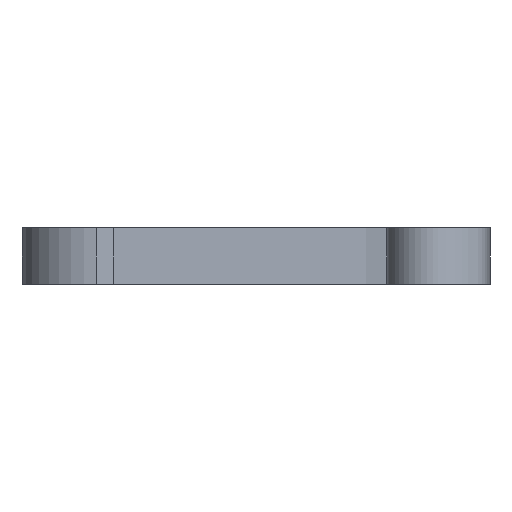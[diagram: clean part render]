
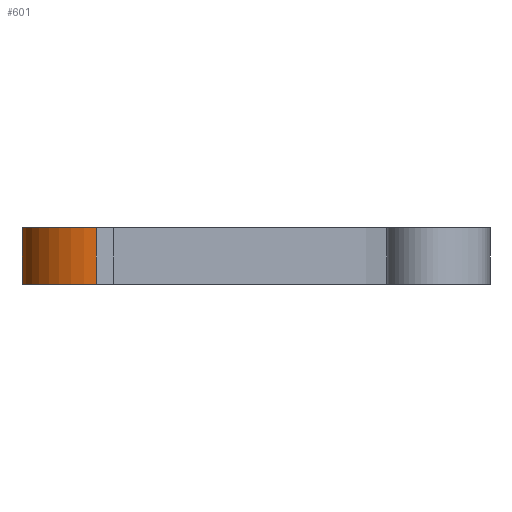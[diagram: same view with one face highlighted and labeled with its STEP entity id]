
A CAD part, left-side view. The second image highlights one B-rep face of the part: STEP entity #601.
In plain terms, the highlighted cylindrical face has radius 7.949 mm (diameter 15.899 mm), a partial arc.
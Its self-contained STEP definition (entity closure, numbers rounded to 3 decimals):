
#14=CYLINDRICAL_SURFACE('',#636,7.949);
#16=CIRCLE('',#630,7.949);
#18=CIRCLE('',#637,7.949);
#75=FACE_OUTER_BOUND('',#108,.T.);
#108=EDGE_LOOP('',(#503,#504,#505,#506));
#154=LINE('',#2284,#201);
#155=LINE('',#2288,#202);
#201=VECTOR('',#721,10.);
#202=VECTOR('',#726,10.);
#284=VERTEX_POINT('',#1787);
#285=VERTEX_POINT('',#1794);
#293=VERTEX_POINT('',#2277);
#294=VERTEX_POINT('',#2286);
#353=EDGE_CURVE('',#285,#284,#16,.T.);
#370=EDGE_CURVE('',#284,#293,#154,.T.);
#371=EDGE_CURVE('',#294,#293,#18,.T.);
#372=EDGE_CURVE('',#285,#294,#155,.T.);
#503=ORIENTED_EDGE('',*,*,#353,.T.);
#504=ORIENTED_EDGE('',*,*,#370,.T.);
#505=ORIENTED_EDGE('',*,*,#371,.F.);
#506=ORIENTED_EDGE('',*,*,#372,.F.);
#601=ADVANCED_FACE('',(#75),#14,.T.);
#630=AXIS2_PLACEMENT_3D('',#1795,#702,#703);
#636=AXIS2_PLACEMENT_3D('',#2285,#722,#723);
#637=AXIS2_PLACEMENT_3D('',#2287,#724,#725);
#702=DIRECTION('center_axis',(0.,0.,
1.));
#703=DIRECTION('ref_axis',(1.,0.,0.));
#721=DIRECTION('',(0.,0.,1.));
#722=DIRECTION('center_axis',(0.,0.,1.));
#723=DIRECTION('ref_axis',(1.,0.,0.));
#724=DIRECTION('center_axis',(0.,0.,
1.));
#725=DIRECTION('ref_axis',(1.,0.,0.));
#726=DIRECTION('',(0.,0.,1.));
#1787=CARTESIAN_POINT('',(-7.917,-0.015,14.9));
#1794=CARTESIAN_POINT('',(7.982,-0.015,14.9));
#1795=CARTESIAN_POINT('Origin',(0.032,-0.015,
14.9));
#2277=CARTESIAN_POINT('',(-7.917,-0.015,20.9));
#2284=CARTESIAN_POINT('',(-7.917,-0.015,14.9));
#2285=CARTESIAN_POINT('Origin',(0.032,-0.015,
14.9));
#2286=CARTESIAN_POINT('',(7.982,-0.015,20.9));
#2287=CARTESIAN_POINT('Origin',(0.032,-0.015,
20.9));
#2288=CARTESIAN_POINT('',(7.982,-0.015,14.9));
